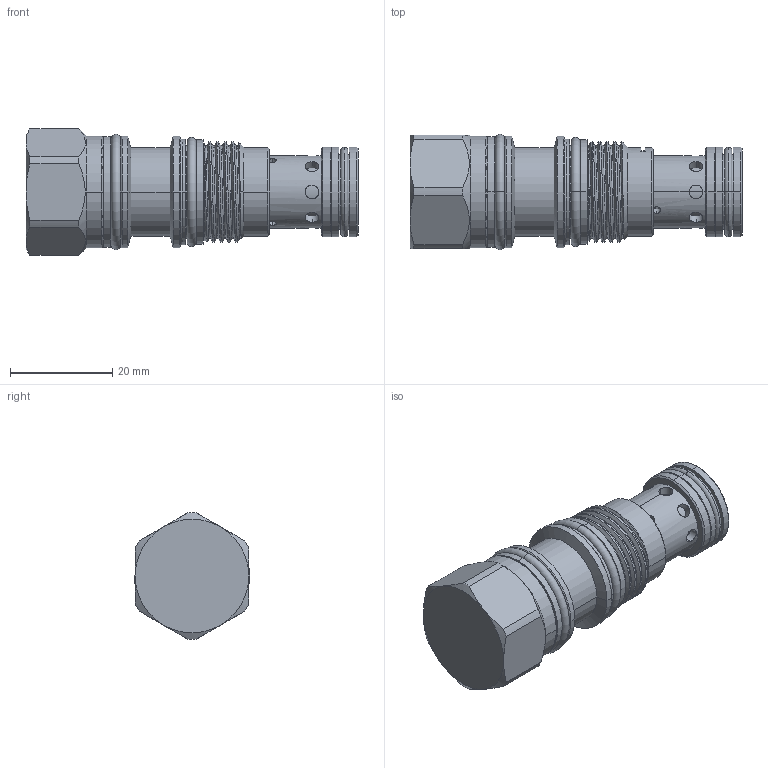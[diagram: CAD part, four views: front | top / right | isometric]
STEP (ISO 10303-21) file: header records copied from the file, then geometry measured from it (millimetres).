
FILE_DESCRIPTION (( 'STEP AP203' ), '1' );
FILE_NAME ('LO11A3A(3B)(3C)-N.STEP', '2016-05-31T07:36:22', ( '' ), ( '' ), 'SwSTEP 2.0', 'SolidWorks 2012', '' );
FILE_SCHEMA (( 'CONFIG_CONTROL_DESIGN' ));
Length unit declared in the file: millimetre
Products named in the file (1): LO11A3A(3B)(3C)-N
Bounding box: 64.97 x 22.55 x 24.79 mm (x, y, z)
Volume: 18282.7 mm3; surface area: 7341.3 mm2
Topology: 3 solids, 3 shells, 178 faces, 400 edges, 250 vertices
Faces by surface type: cylinder 98, cone 33, plane 26, torus 18, bspline 3
Entity records: 8382 total; most frequent: CARTESIAN_POINT 4408, DIRECTION 825, ORIENTED_EDGE 800, EDGE_CURVE 400, AXIS2_PLACEMENT_3D 352, VERTEX_POINT 250, EDGE_LOOP 204, FACE_OUTER_BOUND 178
